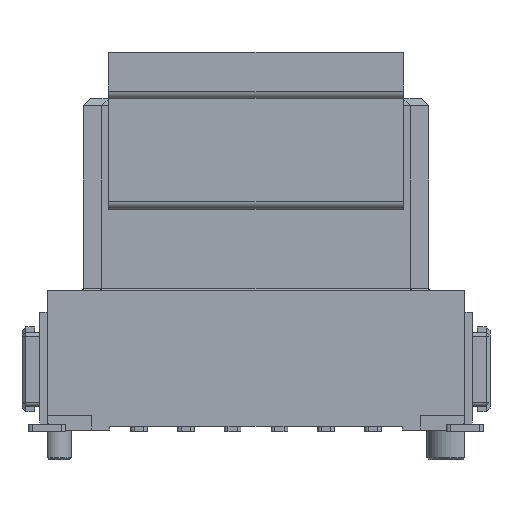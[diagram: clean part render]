
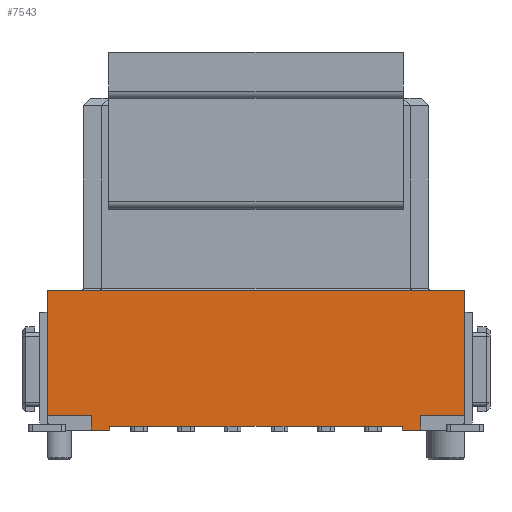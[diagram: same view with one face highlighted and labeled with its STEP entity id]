
A CAD part, front view. The second image highlights one B-rep face of the part: STEP entity #7543.
In plain terms, the highlighted planar face has unit normal (0, -1, 0).
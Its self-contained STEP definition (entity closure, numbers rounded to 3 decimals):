
#94=DIRECTION('',(1.,0.,0.));
#95=VECTOR('',#94,0.5);
#96=CARTESIAN_POINT('',(-4.47,-2.1,0.));
#97=LINE('',#96,#95);
#101=DIRECTION('',(1.,0.,0.));
#102=VECTOR('',#101,0.5);
#103=CARTESIAN_POINT('',(3.97,-2.1,0.));
#104=LINE('',#103,#102);
#213=DIRECTION('',(1.,0.,0.));
#214=VECTOR('',#213,7.94);
#215=CARTESIAN_POINT('',(-3.97,-2.1,0.1));
#216=LINE('',#215,#214);
#220=DIRECTION('',(0.,0.,1.));
#221=VECTOR('',#220,0.1);
#222=CARTESIAN_POINT('',(-3.97,-2.1,0.));
#223=LINE('',#222,#221);
#227=DIRECTION('',(0.,0.,1.));
#228=VECTOR('',#227,0.4);
#229=CARTESIAN_POINT('',(-4.47,-2.1,0.));
#230=LINE('',#229,#228);
#234=DIRECTION('',(1.,0.,0.));
#235=VECTOR('',#234,1.2);
#236=CARTESIAN_POINT('',(-5.67,-2.1,0.4));
#237=LINE('',#236,#235);
#241=DIRECTION('',(0.,0.,1.));
#242=VECTOR('',#241,3.4);
#243=CARTESIAN_POINT('',(-5.67,-2.1,0.4));
#244=LINE('',#243,#242);
#248=DIRECTION('',(1.,0.,0.));
#249=VECTOR('',#248,11.34);
#250=CARTESIAN_POINT('',(-5.67,-2.1,3.8));
#251=LINE('',#250,#249);
#255=DIRECTION('',(1.,0.,0.));
#256=VECTOR('',#255,1.2);
#257=CARTESIAN_POINT('',(4.47,-2.1,0.4));
#258=LINE('',#257,#256);
#262=DIRECTION('',(0.,0.,1.));
#263=VECTOR('',#262,0.4);
#264=CARTESIAN_POINT('',(4.47,-2.1,0.));
#265=LINE('',#264,#263);
#269=DIRECTION('',(0.,0.,1.));
#270=VECTOR('',#269,0.1);
#271=CARTESIAN_POINT('',(3.97,-2.1,0.));
#272=LINE('',#271,#270);
#505=DIRECTION('',(0.,0.,1.));
#506=VECTOR('',#505,3.4);
#507=CARTESIAN_POINT('',(5.67,-2.1,0.4));
#508=LINE('',#507,#506);
#6313=CARTESIAN_POINT('',(-5.67,-2.1,3.8));
#6314=CARTESIAN_POINT('',(5.67,-2.1,3.8));
#6315=VERTEX_POINT('',#6313);
#6316=VERTEX_POINT('',#6314);
#6326=CARTESIAN_POINT('',(5.67,-2.1,0.4));
#6328=VERTEX_POINT('',#6326);
#6344=CARTESIAN_POINT('',(-5.67,-2.1,0.4));
#6346=VERTEX_POINT('',#6344);
#6351=CARTESIAN_POINT('',(4.47,-2.1,0.));
#6353=VERTEX_POINT('',#6351);
#6367=CARTESIAN_POINT('',(-4.47,-2.1,0.));
#6368=VERTEX_POINT('',#6367);
#6369=CARTESIAN_POINT('',(-4.47,-2.1,0.4));
#6370=VERTEX_POINT('',#6369);
#6371=CARTESIAN_POINT('',(4.47,-2.1,0.4));
#6372=VERTEX_POINT('',#6371);
#7365=CARTESIAN_POINT('',(-3.97,-2.1,0.1));
#7366=CARTESIAN_POINT('',(3.97,-2.1,0.1));
#7367=VERTEX_POINT('',#7365);
#7368=VERTEX_POINT('',#7366);
#7369=CARTESIAN_POINT('',(-3.97,-2.1,0.));
#7370=VERTEX_POINT('',#7369);
#7371=CARTESIAN_POINT('',(3.97,-2.1,0.));
#7372=VERTEX_POINT('',#7371);
#7516=CARTESIAN_POINT('',(-5.67,-2.1,0.));
#7517=DIRECTION('',(0.,-1.,0.));
#7518=DIRECTION('',(1.,0.,0.));
#7519=AXIS2_PLACEMENT_3D('',#7516,#7517,#7518);
#7520=PLANE('',#7519);
#7521=ORIENTED_EDGE('',*,*,#7492,.F.);
#7522=ORIENTED_EDGE('',*,*,#7461,.F.);
#7523=ORIENTED_EDGE('',*,*,#7416,.F.);
#7525=ORIENTED_EDGE('',*,*,#7524,.T.);
#7527=ORIENTED_EDGE('',*,*,#7526,.F.);
#7529=ORIENTED_EDGE('',*,*,#7528,.T.);
#7531=ORIENTED_EDGE('',*,*,#7530,.T.);
#7533=ORIENTED_EDGE('',*,*,#7532,.F.);
#7535=ORIENTED_EDGE('',*,*,#7534,.F.);
#7537=ORIENTED_EDGE('',*,*,#7536,.F.);
#7538=ORIENTED_EDGE('',*,*,#7428,.F.);
#7540=ORIENTED_EDGE('',*,*,#7539,.T.);
#7541=EDGE_LOOP('',(#7521,#7522,#7523,#7525,#7527,#7529,#7531,#7533,#7535,#7537,
#7538,#7540));
#7542=FACE_OUTER_BOUND('',#7541,.F.);
#7543=ADVANCED_FACE('',(#7542),#7520,.T.);
#7416=EDGE_CURVE('',#6368,#7370,#97,.T.);
#7428=EDGE_CURVE('',#7372,#6353,#104,.T.);
#7461=EDGE_CURVE('',#7370,#7367,#223,.T.);
#7492=EDGE_CURVE('',#7367,#7368,#216,.T.);
#7524=EDGE_CURVE('',#6368,#6370,#230,.T.);
#7526=EDGE_CURVE('',#6346,#6370,#237,.T.);
#7528=EDGE_CURVE('',#6346,#6315,#244,.T.);
#7530=EDGE_CURVE('',#6315,#6316,#251,.T.);
#7532=EDGE_CURVE('',#6328,#6316,#508,.T.);
#7534=EDGE_CURVE('',#6372,#6328,#258,.T.);
#7536=EDGE_CURVE('',#6353,#6372,#265,.T.);
#7539=EDGE_CURVE('',#7372,#7368,#272,.T.);
